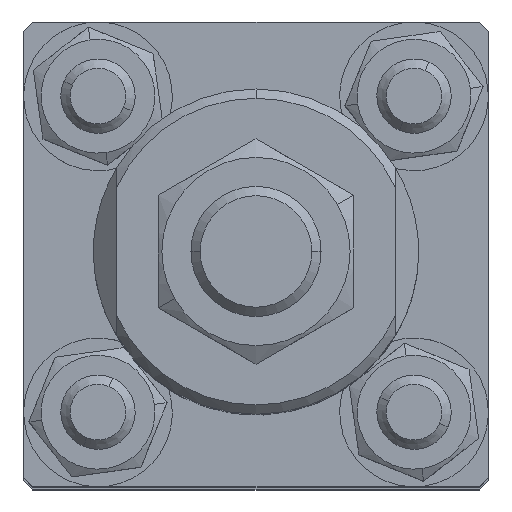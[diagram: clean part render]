
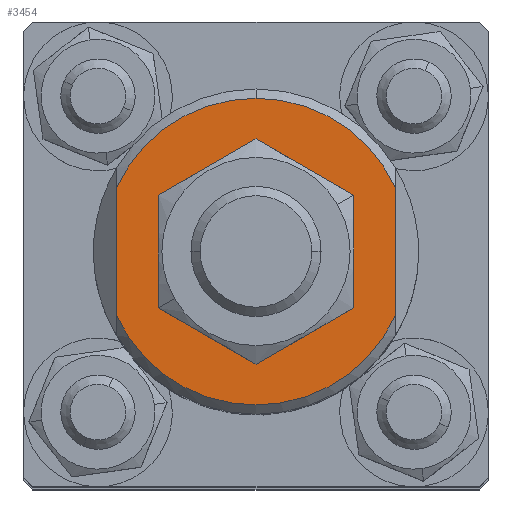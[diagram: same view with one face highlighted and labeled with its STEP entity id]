
A CAD part, top view. The second image highlights one B-rep face of the part: STEP entity #3454.
In plain terms, the highlighted face is planar.
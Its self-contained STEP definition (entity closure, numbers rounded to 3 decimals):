
#108 = AXIS2_PLACEMENT_3D ( 'NONE', #1271, #1272, #1273 ) ;
#113 = AXIS2_PLACEMENT_3D ( 'NONE', #1302, #1303, #1304 ) ;
#114 = AXIS2_PLACEMENT_3D ( 'NONE', #1307, #1308, #1309 ) ;
#115 = AXIS2_PLACEMENT_3D ( 'NONE', #1311, #1312, #1313 ) ;
#116 = AXIS2_PLACEMENT_3D ( 'NONE', #1315, #1316, #1317 ) ;
#1271 = CARTESIAN_POINT ( 'NONE',  ( 0., 45., 0. ) ) ;
#1272 = DIRECTION ( 'NONE',  ( 0., 1., 0. ) ) ;
#1273 = DIRECTION ( 'NONE',  ( 0., 0., 1. ) ) ;
#1285 = CARTESIAN_POINT ( 'NONE',  ( -15., 45., -12.5 ) ) ;
#1289 = DIRECTION ( 'NONE',  ( 0., 0., 1. ) ) ;
#1302 = CARTESIAN_POINT ( 'NONE',  ( 0., 45., 0. ) ) ;
#1303 = DIRECTION ( 'NONE',  ( 0., -1., 0. ) ) ;
#1304 = DIRECTION ( 'NONE',  ( 0., 0., 1. ) ) ;
#1307 = CARTESIAN_POINT ( 'NONE',  ( 0., 45., 0. ) ) ;
#1308 = DIRECTION ( 'NONE',  ( 0., 1., 0. ) ) ;
#1309 = DIRECTION ( 'NONE',  ( 0., 0., 1. ) ) ;
#1311 = CARTESIAN_POINT ( 'NONE',  ( 0., 45., 0. ) ) ;
#1312 = DIRECTION ( 'NONE',  ( 0., 1., 0. ) ) ;
#1313 = DIRECTION ( 'NONE',  ( 0., 0., 1. ) ) ;
#1315 = CARTESIAN_POINT ( 'NONE',  ( 0., 45., 0. ) ) ;
#1316 = DIRECTION ( 'NONE',  ( 0., -1., 0. ) ) ;
#1317 = DIRECTION ( 'NONE',  ( 0., 0., 1. ) ) ;
#1562 = AXIS2_PLACEMENT_3D ( 'NONE', #5350, #5328, #5345 ) ;
#2063 = EDGE_LOOP ( 'NONE', ( #3326, #3325, #3324, #3323, #3322 ) ) ;
#3322 = ORIENTED_EDGE ( 'NONE', *, *, #4514, .T. ) ;
#3323 = ORIENTED_EDGE ( 'NONE', *, *, #4520, .T. ) ;
#3324 = ORIENTED_EDGE ( 'NONE', *, *, #4509, .T. ) ;
#3325 = ORIENTED_EDGE ( 'NONE', *, *, #4493, .F. ) ;
#3326 = ORIENTED_EDGE ( 'NONE', *, *, #4521, .T. ) ;
#3327 = ORIENTED_EDGE ( 'NONE', *, *, #4519, .T. ) ;
#3328 = ORIENTED_EDGE ( 'NONE', *, *, #4523, .T. ) ;
#3388 = EDGE_LOOP ( 'NONE', ( #3328, #3327 ) ) ;
#3454 = ADVANCED_FACE ( 'NONE', ( #7783, #7788 ), #5349, .T. ) ;
#4493 = EDGE_CURVE ( 'NONE', #7532, #7629, #6779, .T. ) ;
#4509 = EDGE_CURVE ( 'NONE', #7532, #7604, #6804, .T. ) ;
#4514 = EDGE_CURVE ( 'NONE', #7627, #7619, #6808, .T. ) ;
#4519 = EDGE_CURVE ( 'NONE', #7615, #7594, #6812, .T. ) ;
#4520 = EDGE_CURVE ( 'NONE', #7604, #7627, #6815, .T. ) ;
#4521 = EDGE_CURVE ( 'NONE', #7619, #7629, #6816, .T. ) ;
#4523 = EDGE_CURVE ( 'NONE', #7594, #7615, #6814, .T. ) ;
#4762 = CARTESIAN_POINT ( 'NONE',  ( 15., 45., -6.874 ) ) ;
#4781 = CARTESIAN_POINT ( 'NONE',  ( 0., 45., 7.25 ) ) ;
#4785 = CARTESIAN_POINT ( 'NONE',  ( 0., 45., -16.5 ) ) ;
#4793 = CARTESIAN_POINT ( 'NONE',  ( 0., 45., -7.25 ) ) ;
#4797 = CARTESIAN_POINT ( 'NONE',  ( -15., 45., 6.874 ) ) ;
#4805 = CARTESIAN_POINT ( 'NONE',  ( -15., 45., -6.874 ) ) ;
#4807 = CARTESIAN_POINT ( 'NONE',  ( 15., 45., 6.874 ) ) ;
#5328 = DIRECTION ( 'NONE',  ( 0., 1., 0. ) ) ;
#5345 = DIRECTION ( 'NONE',  ( 0., 0., 1. ) ) ;
#5349 = PLANE ( 'NONE',  #1562 ) ;
#5350 = CARTESIAN_POINT ( 'NONE',  ( 0., 45., 0. ) ) ;
#5561 = CARTESIAN_POINT ( 'NONE',  ( 15., 45., -12.5 ) ) ;
#5567 = DIRECTION ( 'NONE',  ( 0., 0., 1. ) ) ;
#6779 = LINE ( 'NONE', #5561, #6786 ) ;
#6786 = VECTOR ( 'NONE', #5567, 1000. ) ;
#6804 = CIRCLE ( 'NONE', #108, 16.5 ) ;
#6808 = LINE ( 'NONE', #1285, #6810 ) ;
#6810 = VECTOR ( 'NONE', #1289, 1000. ) ;
#6812 = CIRCLE ( 'NONE', #113, 7.25 ) ;
#6814 = CIRCLE ( 'NONE', #116, 7.25 ) ;
#6815 = CIRCLE ( 'NONE', #114, 16.5 ) ;
#6816 = CIRCLE ( 'NONE', #115, 16.5 ) ;
#7532 = VERTEX_POINT ( 'NONE', #4762 ) ;
#7594 = VERTEX_POINT ( 'NONE', #4781 ) ;
#7604 = VERTEX_POINT ( 'NONE', #4785 ) ;
#7615 = VERTEX_POINT ( 'NONE', #4793 ) ;
#7619 = VERTEX_POINT ( 'NONE', #4797 ) ;
#7627 = VERTEX_POINT ( 'NONE', #4805 ) ;
#7629 = VERTEX_POINT ( 'NONE', #4807 ) ;
#7783 = FACE_BOUND ( 'NONE', #3388, .T. ) ;
#7788 = FACE_OUTER_BOUND ( 'NONE', #2063, .T. ) ;
